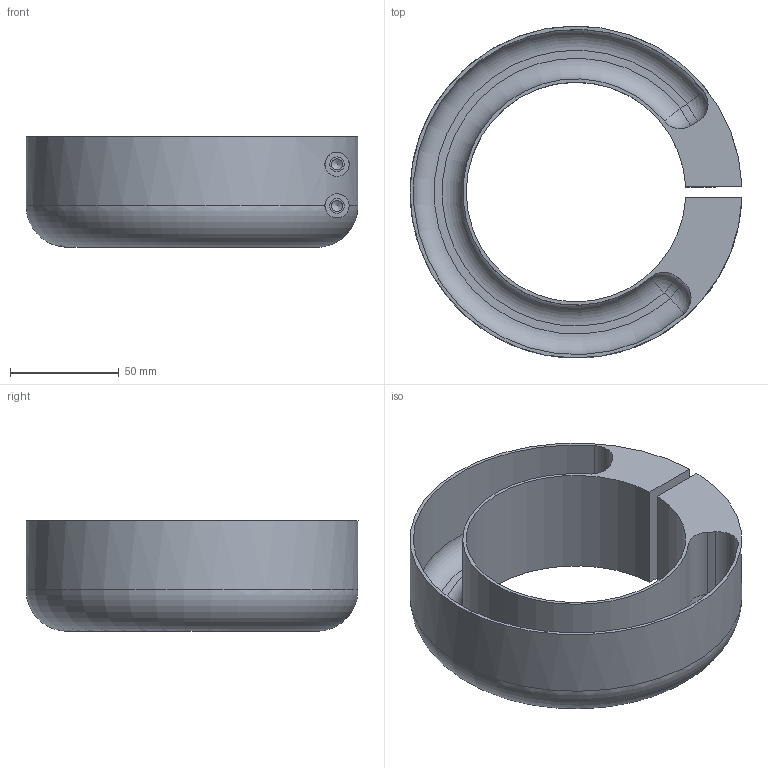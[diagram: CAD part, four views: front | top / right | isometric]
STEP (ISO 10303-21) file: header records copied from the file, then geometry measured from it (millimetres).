
FILE_DESCRIPTION(/* description */ (''),/* implementation_level */ '2;1');
FILE_NAME(/* name */ 'WEIGHT_COLLAR_v2.2.step',/* time_stamp */ '2020-08-10T20:30:23-03:00',/* author */ (''),/* organization */ (''),/* preprocessor_version */ 'ST-DEVELOPER v18.1',/* originating_system */ 'Autodesk Translation Framework v9.3.0.1241',/* authorisation */ '');
FILE_SCHEMA (('AUTOMOTIVE_DESIGN { 1 0 10303 214 3 1 1 }'));
Length unit declared in the file: inch
Products named in the file (1): WEIGHT CLAMP
Bounding box: 152.36 x 152.39 x 50.8 mm (x, y, z)
Volume: 166324.4 mm3; surface area: 87858.6 mm2
Topology: 1 solids, 1 shells, 34 faces, 81 edges, 47 vertices
Faces by surface type: cylinder 16, plane 9, sphere 4, torus 3, cone 2
Full cylindrical faces by diameter (mm): 5.116 x2, 6.756 x2, 11.112 x2
Entity records: 1109 total; most frequent: CARTESIAN_POINT 283, DIRECTION 176, ORIENTED_EDGE 150, EDGE_CURVE 75, AXIS2_PLACEMENT_3D 73, VERTEX_POINT 47, EDGE_LOOP 42, CIRCLE 38
